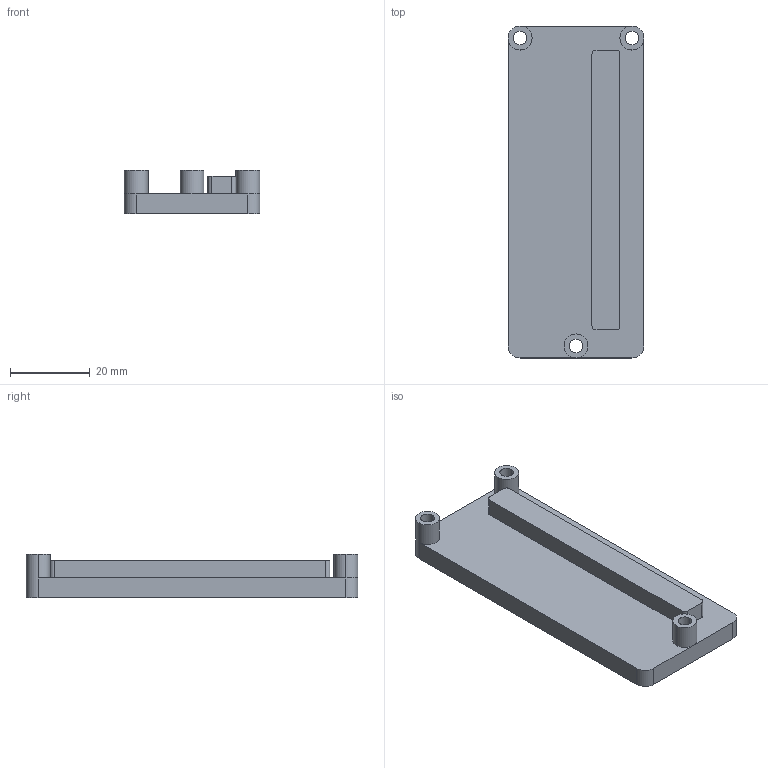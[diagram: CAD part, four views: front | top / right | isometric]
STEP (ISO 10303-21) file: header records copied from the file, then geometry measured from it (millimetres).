
FILE_DESCRIPTION (( 'STEP AP214' ), '1' );
FILE_NAME ('Heatsink Nerd EKO - PSU V1.0.STEP', '2024-12-07T19:00:46', ( '' ), ( '' ), 'SwSTEP 2.0', 'SolidWorks 2021', '' );
FILE_SCHEMA (( 'AUTOMOTIVE_DESIGN' ));
Length unit declared in the file: millimetre
Products named in the file (1): Heatsink Nerd EKO - PSU V1.0
Bounding box: 34 x 83 x 11 mm (x, y, z)
Volume: 16481.8 mm3; surface area: 8095.4 mm2
Topology: 1 solids, 1 shells, 32 faces, 84 edges, 55 vertices
Faces by surface type: cylinder 18, plane 14
Entity records: 1049 total; most frequent: DIRECTION 189, CARTESIAN_POINT 172, ORIENTED_EDGE 168, EDGE_CURVE 84, AXIS2_PLACEMENT_3D 72, VERTEX_POINT 55, LINE 45, VECTOR 45
